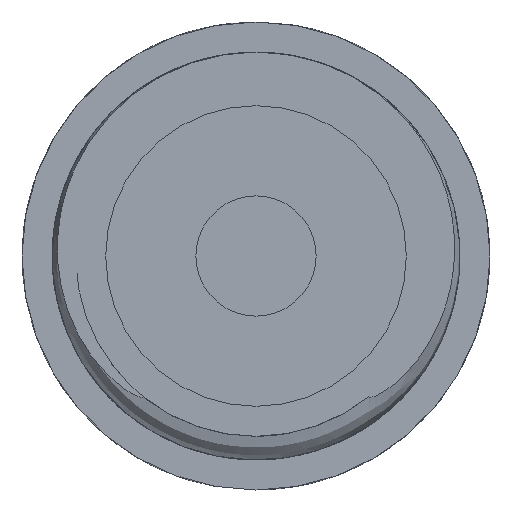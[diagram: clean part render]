
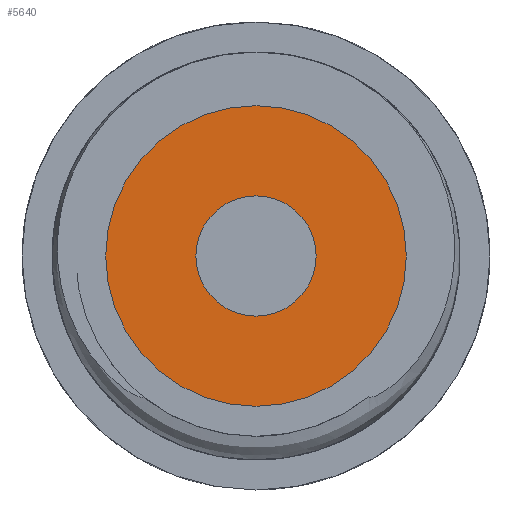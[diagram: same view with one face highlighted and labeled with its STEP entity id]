
A CAD part, left-side view. The second image highlights one B-rep face of the part: STEP entity #5640.
In plain terms, the highlighted planar face has unit normal (-1, 0, 0).
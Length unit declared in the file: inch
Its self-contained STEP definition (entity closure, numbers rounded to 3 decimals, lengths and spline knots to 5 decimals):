
#466 = EDGE_CURVE ( 'NONE', #791, #2367, #3866, .T. ) ;
#705 = DIRECTION ( 'NONE',  ( 1., 0., 0. ) ) ;
#791 = VERTEX_POINT ( 'NONE', #6040 ) ;
#1184 = VERTEX_POINT ( 'NONE', #4652 ) ;
#1496 = ORIENTED_EDGE ( 'NONE', *, *, #4948, .F. ) ;
#1628 = CIRCLE ( 'NONE', #6230, 0.175 ) ;
#1767 = VERTEX_POINT ( 'NONE', #3864 ) ;
#2047 = CARTESIAN_POINT ( 'NONE',  ( 0.35, 0., 0. ) ) ;
#2367 = VERTEX_POINT ( 'NONE', #4009 ) ;
#2442 = DIRECTION ( 'NONE',  ( 1., 0., 0. ) ) ;
#2744 = DIRECTION ( 'NONE',  ( 1., 0., 0. ) ) ;
#2940 = ORIENTED_EDGE ( 'NONE', *, *, #5323, .F. ) ;
#3057 = CARTESIAN_POINT ( 'NONE',  ( 0.35, 0., 0. ) ) ;
#3363 = CARTESIAN_POINT ( 'NONE',  ( 0.35, 0., 0. ) ) ;
#3400 = DIRECTION ( 'NONE',  ( 0., 0., -1. ) ) ;
#3694 = AXIS2_PLACEMENT_3D ( 'NONE', #3363, #2744, #3400 ) ;
#3864 = CARTESIAN_POINT ( 'NONE',  ( 0.35, 0., 0.175 ) ) ;
#3866 = CIRCLE ( 'NONE', #4224, 0.07 ) ;
#4009 = CARTESIAN_POINT ( 'NONE',  ( 0.35, 0., 0.07 ) ) ;
#4044 = DIRECTION ( 'NONE',  ( 1., 0., 0. ) ) ;
#4071 = FACE_OUTER_BOUND ( 'NONE', #6772, .T. ) ;
#4147 = AXIS2_PLACEMENT_3D ( 'NONE', #3057, #4044, #6471 ) ;
#4224 = AXIS2_PLACEMENT_3D ( 'NONE', #2047, #5481, #6713 ) ;
#4652 = CARTESIAN_POINT ( 'NONE',  ( 0.35, 0., -0.175 ) ) ;
#4721 = CARTESIAN_POINT ( 'NONE',  ( 0.35, 0., 0. ) ) ;
#4729 = DIRECTION ( 'NONE',  ( 0., 0., -1. ) ) ;
#4772 = EDGE_CURVE ( 'NONE', #2367, #791, #6323, .T. ) ;
#4898 = AXIS2_PLACEMENT_3D ( 'NONE', #4721, #705, #5826 ) ;
#4948 = EDGE_CURVE ( 'NONE', #1767, #1184, #1628, .T. ) ;
#5159 = ORIENTED_EDGE ( 'NONE', *, *, #4772, .T. ) ;
#5292 = CARTESIAN_POINT ( 'NONE',  ( 0.35, 0., 0. ) ) ;
#5323 = EDGE_CURVE ( 'NONE', #1184, #1767, #7463, .T. ) ;
#5481 = DIRECTION ( 'NONE',  ( 1., 0., 0. ) ) ;
#5640 = ADVANCED_FACE ( 'NONE', ( #5895, #4071 ), #7107, .F. ) ;
#5788 = EDGE_LOOP ( 'NONE', ( #5159, #6609 ) ) ;
#5826 = DIRECTION ( 'NONE',  ( 0., 0., -1. ) ) ;
#5895 = FACE_BOUND ( 'NONE', #5788, .T. ) ;
#6040 = CARTESIAN_POINT ( 'NONE',  ( 0.35, 0., -0.07 ) ) ;
#6230 = AXIS2_PLACEMENT_3D ( 'NONE', #5292, #2442, #4729 ) ;
#6323 = CIRCLE ( 'NONE', #4147, 0.07 ) ;
#6471 = DIRECTION ( 'NONE',  ( 0., 0., -1. ) ) ;
#6609 = ORIENTED_EDGE ( 'NONE', *, *, #466, .T. ) ;
#6713 = DIRECTION ( 'NONE',  ( 0., 0., -1. ) ) ;
#6772 = EDGE_LOOP ( 'NONE', ( #1496, #2940 ) ) ;
#7107 = PLANE ( 'NONE',  #4898 ) ;
#7463 = CIRCLE ( 'NONE', #3694, 0.175 ) ;
